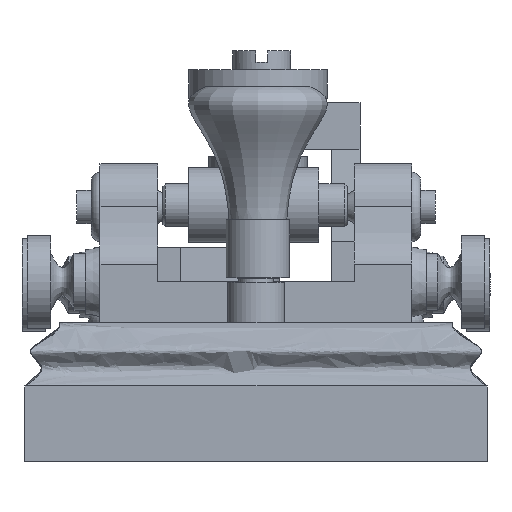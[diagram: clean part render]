
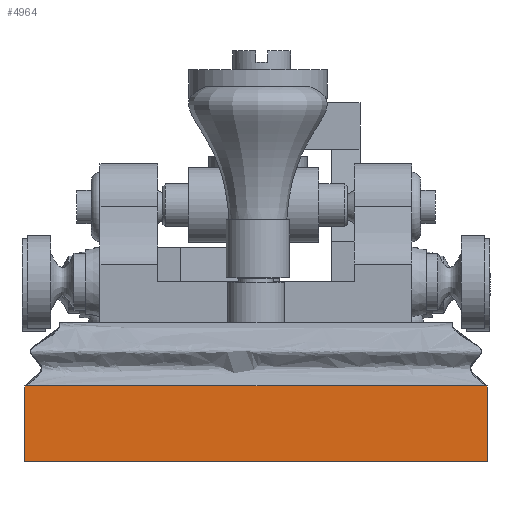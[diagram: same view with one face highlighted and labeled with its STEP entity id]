
A CAD part, front view. The second image highlights one B-rep face of the part: STEP entity #4964.
In plain terms, the highlighted face is planar.
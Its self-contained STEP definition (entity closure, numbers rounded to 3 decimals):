
#504=PLANE('',#5526);
#688=FACE_OUTER_BOUND('',#1028,.T.);
#1028=EDGE_LOOP('',(#3722,#3723,#3724,#3725));
#1393=LINE('',#7959,#1760);
#1401=LINE('',#8070,#1768);
#1412=LINE('',#8133,#1779);
#1426=LINE('',#8187,#1793);
#1760=VECTOR('',#6133,10.);
#1768=VECTOR('',#6143,10.);
#1779=VECTOR('',#6210,10.);
#1793=VECTOR('',#6280,10.);
#2391=VERTEX_POINT('',#7779);
#2394=VERTEX_POINT('',#7913);
#2396=VERTEX_POINT('',#7958);
#2422=VERTEX_POINT('',#8132);
#2863=EDGE_CURVE('',#2396,#2391,#1393,.T.);
#2871=EDGE_CURVE('',#2391,#2394,#1401,.T.);
#2900=EDGE_CURVE('',#2422,#2396,#1412,.T.);
#2927=EDGE_CURVE('',#2422,#2394,#1426,.T.);
#3722=ORIENTED_EDGE('',*,*,#2871,.T.);
#3723=ORIENTED_EDGE('',*,*,#2927,.F.);
#3724=ORIENTED_EDGE('',*,*,#2900,.T.);
#3725=ORIENTED_EDGE('',*,*,#2863,.T.);
#4964=ADVANCED_FACE('',(#688),#504,.T.);
#5526=AXIS2_PLACEMENT_3D('',#8188,#6281,#6282);
#6133=DIRECTION('',(0.,0.,1.));
#6143=DIRECTION('',(0.,1.,0.));
#6210=DIRECTION('',(0.,-1.,0.));
#6280=DIRECTION('',(0.,0.,1.));
#6281=DIRECTION('center_axis',(-1.,0.,0.));
#6282=DIRECTION('ref_axis',(0.,-1.,0.));
#7779=CARTESIAN_POINT('',(0.,0.,13.));
#7913=CARTESIAN_POINT('',(0.,80.,13.));
#7958=CARTESIAN_POINT('',(0.,0.,0.));
#7959=CARTESIAN_POINT('',(0.,0.,0.));
#8070=CARTESIAN_POINT('',(0.,80.,13.));
#8132=CARTESIAN_POINT('',(0.,80.,0.));
#8133=CARTESIAN_POINT('',(0.,80.,0.));
#8187=CARTESIAN_POINT('',(0.,80.,0.));
#8188=CARTESIAN_POINT('Origin',(0.,80.,0.));
